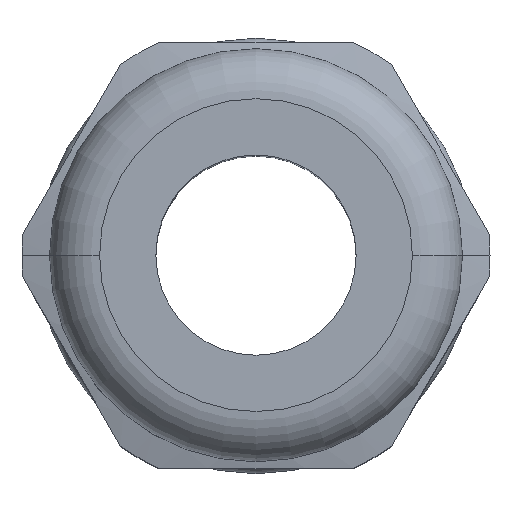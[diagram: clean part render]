
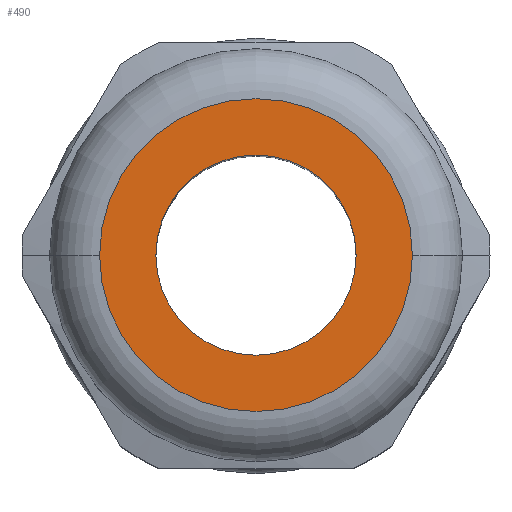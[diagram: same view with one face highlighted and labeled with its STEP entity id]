
A CAD part, top view. The second image highlights one B-rep face of the part: STEP entity #490.
In plain terms, the highlighted planar face has unit normal (0, 0, 1).
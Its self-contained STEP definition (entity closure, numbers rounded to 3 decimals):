
#33 = AXIS2_PLACEMENT_3D ( 'NONE', #1181, #1182, #1183 ) ;
#100 = EDGE_CURVE ( 'NONE', #1016, #1025, #446, .T. ) ;
#101 = EDGE_CURVE ( 'NONE', #1017, #1013, #445, .T. ) ;
#142 = DIRECTION ( 'NONE',  ( 1., 0., 0. ) ) ;
#143 = DIRECTION ( 'NONE',  ( 0., 0., 1. ) ) ;
#144 = CARTESIAN_POINT ( 'NONE',  ( 0., 0., 26.5 ) ) ;
#145 = PLANE ( 'NONE',  #851 ) ;
#338 = DIRECTION ( 'NONE',  ( 1., 0., 0. ) ) ;
#339 = DIRECTION ( 'NONE',  ( 0., 0., 1. ) ) ;
#340 = CARTESIAN_POINT ( 'NONE',  ( 0., 0., 26.5 ) ) ;
#341 = DIRECTION ( 'NONE',  ( 1., 0., 0. ) ) ;
#342 = DIRECTION ( 'NONE',  ( 0., 0., 1. ) ) ;
#343 = CARTESIAN_POINT ( 'NONE',  ( 0., 0., 26.5 ) ) ;
#382 = CIRCLE ( 'NONE', #1597, 6.25 ) ;
#395 = CIRCLE ( 'NONE', #33, 4. ) ;
#445 = CIRCLE ( 'NONE', #869, 4. ) ;
#446 = CIRCLE ( 'NONE', #871, 6.25 ) ;
#490 = ADVANCED_FACE ( 'NONE', ( #838, #833 ), #145, .T. ) ;
#549 = EDGE_CURVE ( 'NONE', #1013, #1017, #395, .T. ) ;
#581 = EDGE_CURVE ( 'NONE', #1025, #1016, #382, .T. ) ;
#637 = EDGE_LOOP ( 'NONE', ( #722, #720 ) ) ;
#638 = EDGE_LOOP ( 'NONE', ( #723, #719 ) ) ;
#719 = ORIENTED_EDGE ( 'NONE', *, *, #100, .T. ) ;
#720 = ORIENTED_EDGE ( 'NONE', *, *, #549, .F. ) ;
#722 = ORIENTED_EDGE ( 'NONE', *, *, #101, .F. ) ;
#723 = ORIENTED_EDGE ( 'NONE', *, *, #581, .T. ) ;
#833 = FACE_OUTER_BOUND ( 'NONE', #638, .T. ) ;
#838 = FACE_BOUND ( 'NONE', #637, .T. ) ;
#851 = AXIS2_PLACEMENT_3D ( 'NONE', #144, #143, #142 ) ;
#869 = AXIS2_PLACEMENT_3D ( 'NONE', #340, #339, #338 ) ;
#871 = AXIS2_PLACEMENT_3D ( 'NONE', #343, #342, #341 ) ;
#1013 = VERTEX_POINT ( 'NONE', #1305 ) ;
#1016 = VERTEX_POINT ( 'NONE', #1308 ) ;
#1017 = VERTEX_POINT ( 'NONE', #1309 ) ;
#1025 = VERTEX_POINT ( 'NONE', #1317 ) ;
#1181 = CARTESIAN_POINT ( 'NONE',  ( 0., 0., 26.5 ) ) ;
#1182 = DIRECTION ( 'NONE',  ( 0., 0., 1. ) ) ;
#1183 = DIRECTION ( 'NONE',  ( 1., 0., 0. ) ) ;
#1280 = CARTESIAN_POINT ( 'NONE',  ( 0., 0., 26.5 ) ) ;
#1281 = DIRECTION ( 'NONE',  ( 0., 0., 1. ) ) ;
#1282 = DIRECTION ( 'NONE',  ( 1., 0., 0. ) ) ;
#1305 = CARTESIAN_POINT ( 'NONE',  ( -4., 0., 26.5 ) ) ;
#1308 = CARTESIAN_POINT ( 'NONE',  ( -6.25, 0., 26.5 ) ) ;
#1309 = CARTESIAN_POINT ( 'NONE',  ( 4., 0., 26.5 ) ) ;
#1317 = CARTESIAN_POINT ( 'NONE',  ( 6.25, 0., 26.5 ) ) ;
#1597 = AXIS2_PLACEMENT_3D ( 'NONE', #1280, #1281, #1282 ) ;
